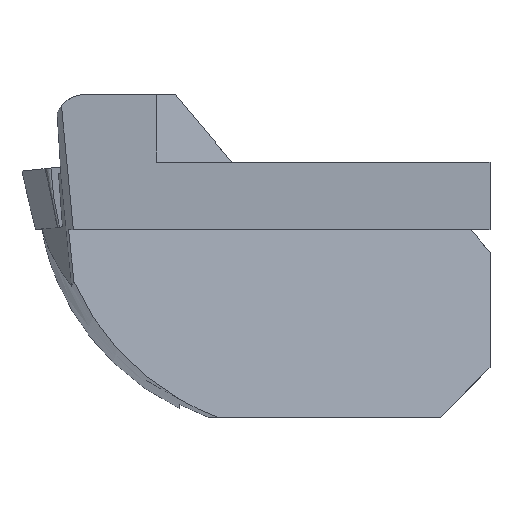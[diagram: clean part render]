
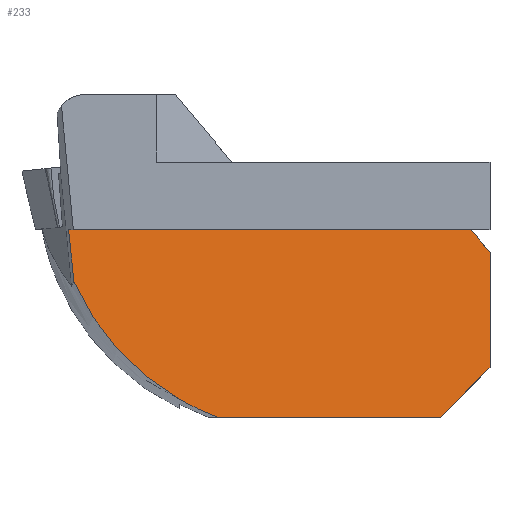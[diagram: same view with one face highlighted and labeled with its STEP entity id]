
A CAD part, top view. The second image highlights one B-rep face of the part: STEP entity #233.
In plain terms, the highlighted planar face has unit normal (0, 0.139, 0.99).
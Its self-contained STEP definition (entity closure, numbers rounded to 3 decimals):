
#158=B_SPLINE_CURVE_WITH_KNOTS('',3,(#2021,#2022,#2023,#2024),
 .UNSPECIFIED.,.F.,.F.,(4,4),(0.,1.),.UNSPECIFIED.);
#233=ADVANCED_FACE('',(#343),#299,.T.);
#299=PLANE('',#1427);
#343=FACE_OUTER_BOUND('',#401,.T.);
#401=EDGE_LOOP('',(#531,#532,#533,#534,#535,#536,#537));
#531=ORIENTED_EDGE('',*,*,#978,.F.);
#532=ORIENTED_EDGE('',*,*,#979,.T.);
#533=ORIENTED_EDGE('',*,*,#954,.T.);
#534=ORIENTED_EDGE('',*,*,#980,.F.);
#535=ORIENTED_EDGE('',*,*,#981,.F.);
#536=ORIENTED_EDGE('',*,*,#982,.T.);
#537=ORIENTED_EDGE('',*,*,#983,.T.);
#835=VERTEX_POINT('',#1897);
#836=VERTEX_POINT('',#1899);
#855=VERTEX_POINT('',#2019);
#856=VERTEX_POINT('',#2020);
#857=VERTEX_POINT('',#2026);
#858=VERTEX_POINT('',#2028);
#859=VERTEX_POINT('',#2030);
#954=EDGE_CURVE('',#836,#835,#1117,.T.);
#978=EDGE_CURVE('',#855,#856,#1130,.T.);
#979=EDGE_CURVE('',#855,#836,#158,.T.);
#980=EDGE_CURVE('',#857,#835,#1131,.T.);
#981=EDGE_CURVE('',#858,#857,#1132,.T.);
#982=EDGE_CURVE('',#858,#859,#1133,.T.);
#983=EDGE_CURVE('',#859,#856,#1134,.T.);
#1117=LINE('',#1898,#1224);
#1130=LINE('',#2018,#1237);
#1131=LINE('',#2025,#1238);
#1132=LINE('',#2027,#1239);
#1133=LINE('',#2029,#1240);
#1134=LINE('',#2031,#1241);
#1224=VECTOR('',#1554,1.);
#1237=VECTOR('',#1587,1.);
#1238=VECTOR('',#1588,1.);
#1239=VECTOR('',#1589,1.);
#1240=VECTOR('',#1590,1.);
#1241=VECTOR('',#1591,1.);
#1427=AXIS2_PLACEMENT_3D('',#2032,#1592,#1593);
#1554=DIRECTION('',(1.,0.,0.));
#1587=DIRECTION('',(-0.102,0.985,-0.138));
#1588=DIRECTION('',(-0.704,-0.704,0.099));
#1589=DIRECTION('',(0.,-0.99,0.139));
#1590=DIRECTION('',(-0.639,0.762,-0.107));
#1591=DIRECTION('',(-1.,0.,0.));
#1592=DIRECTION('',(0.,0.139,0.99));
#1593=DIRECTION('',(0.,-0.99,0.139));
#1897=CARTESIAN_POINT('',(5.9,-17.,1.757));
#1898=CARTESIAN_POINT('',(-4.844,-17.,1.757));
#1899=CARTESIAN_POINT('',(-8.93,-17.,1.757));
#2018=CARTESIAN_POINT('',(-18.742,-5.908,0.198));
#2019=CARTESIAN_POINT('',(-18.534,-7.93,0.482));
#2020=CARTESIAN_POINT('',(-18.888,-4.5,0.));
#2021=CARTESIAN_POINT('',(-18.534,-7.93,0.482));
#2022=CARTESIAN_POINT('',(-16.734,-12.106,1.069));
#2023=CARTESIAN_POINT('',(-13.234,-15.431,1.536));
#2024=CARTESIAN_POINT('',(-8.93,-17.,1.757));
#2025=CARTESIAN_POINT('',(6.892,-16.008,1.617));
#2026=CARTESIAN_POINT('',(9.2,-13.7,1.293));
#2027=CARTESIAN_POINT('',(9.2,-4.5,0.));
#2028=CARTESIAN_POINT('',(9.2,-6.,0.211));
#2029=CARTESIAN_POINT('',(2.719,1.723,-0.875));
#2030=CARTESIAN_POINT('',(7.941,-4.5,0.));
#2031=CARTESIAN_POINT('',(-26.4,-4.5,0.));
#2032=CARTESIAN_POINT('',(-4.844,-4.5,0.));
